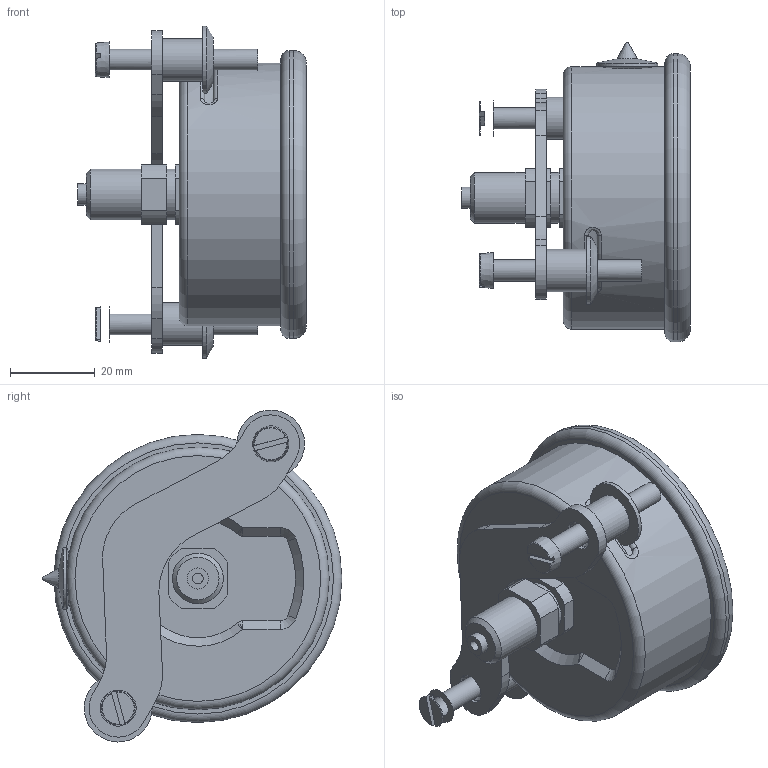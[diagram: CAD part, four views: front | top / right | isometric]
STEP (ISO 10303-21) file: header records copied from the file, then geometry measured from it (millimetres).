
FILE_DESCRIPTION(/* description */ ('ТМ-320ТС тип 2'),/* implementation_level */ '2;1');
FILE_NAME(/* name */ 'ТМ-320ТС тип 2.stp',/* time_stamp */ '2023-03-21T11:20:26+03:00',/* author */ ('Tech'),/* organization */ (''),/* preprocessor_version */ 'ST-DEVELOPER v18.1',/* originating_system */ 'Autodesk Inventor 2021',/* authorisation */ '');
FILE_SCHEMA (('AUTOMOTIVE_DESIGN { 1 0 10303 214 3 1 1 }'));
Length unit declared in the file: millimetre
Products named in the file (1): ТМ-320ТС тип 
2
Bounding box: 54 x 70.77 x 78.35 mm (x, y, z)
Volume: 88041.2 mm3; surface area: 20841 mm2
Topology: 3 solids, 4 shells, 525 faces, 1309 edges, 883 vertices
Faces by surface type: plane 396, cylinder 70, cone 24, bspline 18, torus 11, sphere 6
Full cylindrical faces by diameter (mm): 0.624 x1, 1.318 x1, 2.5 x1, 2.61 x1, 5 x5, 5.3 x2, 7 x2, 10 x2, 11 x1, 12 x2, 14.5 x2, 60 x1, 62 x1, 68 x1
Entity records: 16049 total; most frequent: CARTESIAN_POINT 3392, ORIENTED_EDGE 2614, DIRECTION 2483, EDGE_CURVE 1307, LINE 989, VECTOR 989, VERTEX_POINT 883, AXIS2_PLACEMENT_3D 747
